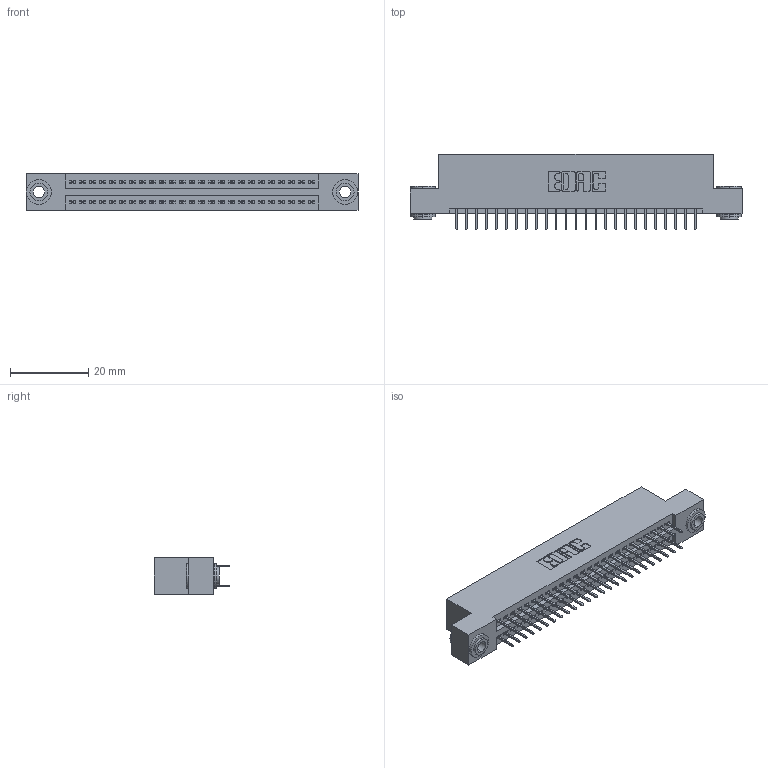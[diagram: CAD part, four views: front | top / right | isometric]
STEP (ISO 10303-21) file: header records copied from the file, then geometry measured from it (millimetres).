
FILE_DESCRIPTION (( 'STEP AP203' ), '1' );
FILE_NAME ('395-050-524-203.STEP', '2018-11-20T06:49:17', ( '' ), ( '' ), 'SwSTEP 2.0', 'SolidWorks 2016', '' );
FILE_SCHEMA (( 'CONFIG_CONTROL_DESIGN' ));
Length unit declared in the file: inch
Products named in the file (4): 395-050-524-203; 345-250-002_345-250-002-102; 345 Part_Flush Mounting Lugs - 0.156 Dia-TH; 345-292-001_345-293-124
Assembly tree (53 placements, depth 2):
  395-050-524-203
    345 Part_Flush Mounting Lugs - 0.156 Dia-TH
    345-292-001_345-293-124  x50
    345-250-002_345-250-002-102  x2
Bounding box: 84.71 x 19.35 x 9.4 mm (x, y, z)
Volume: 8014.6 mm3; surface area: 11522.9 mm2
Topology: 53 solids, 53 shells, 2864 faces, 8067 edges, 5174 vertices
Faces by surface type: plane 2040, cylinder 816, cone 8
Entity records: 22628 total; most frequent: CARTESIAN_POINT 3783, ORIENTED_EDGE 3710, DIRECTION 3389, EDGE_CURVE 1855, LINE 1603, VECTOR 1603, VERTEX_POINT 1230, AXIS2_PLACEMENT_3D 893
